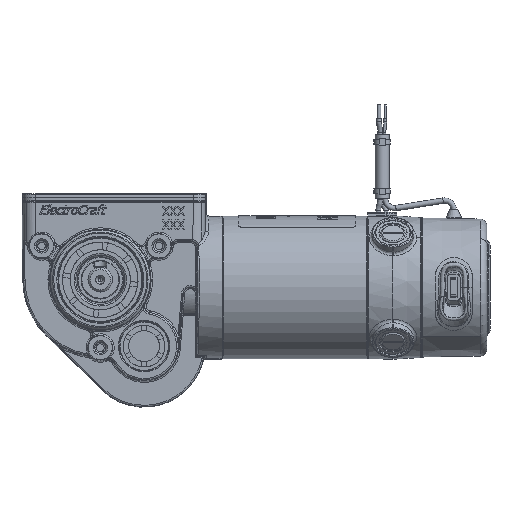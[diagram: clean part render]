
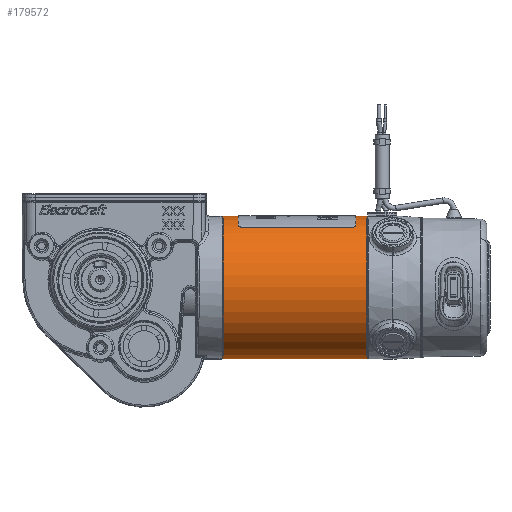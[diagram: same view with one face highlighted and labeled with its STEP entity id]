
A CAD part, top view. The second image highlights one B-rep face of the part: STEP entity #179572.
In plain terms, the highlighted cylindrical face has radius 46.35 mm (diameter 92.7 mm), a partial arc.
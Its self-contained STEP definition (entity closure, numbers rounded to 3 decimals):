
#577 = CARTESIAN_POINT ( 'NONE',  ( 162.623, 33.881, 25.331 ) ) ;
#11332 = VECTOR ( 'NONE', #194001, 1000. ) ;
#14728 = CARTESIAN_POINT ( 'NONE',  ( 126.448, 41.415, 0. ) ) ;
#15960 = CARTESIAN_POINT ( 'NONE',  ( 164.227, 34.1, 24.992 ) ) ;
#18630 = EDGE_CURVE ( 'NONE', #52914, #38900, #69162, .T. ) ;
#22512 = CARTESIAN_POINT ( 'NONE',  ( 126.448, 41.415, 0. ) ) ;
#24279 = CARTESIAN_POINT ( 'NONE',  ( 165.396, 34.719, 24.001 ) ) ;
#24458 = DIRECTION ( 'NONE',  ( 1., 0., 0. ) ) ;
#26790 = CARTESIAN_POINT ( 'NONE',  ( 91.947, 33.925, 25.263 ) ) ;
#27080 = EDGE_CURVE ( 'NONE', #118888, #148627, #28575, .T. ) ;
#28575 = CIRCLE ( 'NONE', #154105, 46.35 ) ;
#29586 = CIRCLE ( 'NONE', #106898, 46.35 ) ;
#31166 = ORIENTED_EDGE ( 'NONE', *, *, #177039, .T. ) ;
#32404 = ORIENTED_EDGE ( 'NONE', *, *, #27080, .T. ) ;
#35814 = ORIENTED_EDGE ( 'NONE', *, *, #145901, .F. ) ;
#37444 = CARTESIAN_POINT ( 'NONE',  ( 165.798, 35.319, 22.98 ) ) ;
#38444 = CARTESIAN_POINT ( 'NONE',  ( 172.944, -51.285, 0. ) ) ;
#38900 = VERTEX_POINT ( 'NONE', #38444 ) ;
#39012 = ORIENTED_EDGE ( 'NONE', *, *, #63372, .T. ) ;
#39408 = CARTESIAN_POINT ( 'NONE',  ( 165.798, 35.525, 22.612 ) ) ;
#40121 = CARTESIAN_POINT ( 'NONE',  ( 89.598, -4.935, 0. ) ) ;
#46190 = CARTESIAN_POINT ( 'NONE',  ( 162.623, 33.881, 25.331 ) ) ;
#47954 = DIRECTION ( 'NONE',  ( 0., 1., 0. ) ) ;
#48163 = CARTESIAN_POINT ( 'NONE',  ( 163.044, 33.881, 25.331 ) ) ;
#49747 = AXIS2_PLACEMENT_3D ( 'NONE', #114505, #113523, #175025 ) ;
#50894 = B_SPLINE_CURVE_WITH_KNOTS ( 'NONE', 3,
 ( #78443, #153095, #15960, #92557, #48163, #46190 ),
 .UNSPECIFIED., .F., .F.,
 ( 4, 2, 4 ),
 ( 0.5, 0.75, 1. ),
 .UNSPECIFIED. ) ;
#52914 = VERTEX_POINT ( 'NONE', #191098 ) ;
#54874 = ORIENTED_EDGE ( 'NONE', *, *, #79149, .T. ) ;
#57276 = CIRCLE ( 'NONE', #73282, 46.35 ) ;
#58019 = CARTESIAN_POINT ( 'NONE',  ( 92.352, 33.881, 25.331 ) ) ;
#61978 = DIRECTION ( 'NONE',  ( 0., 1., 0. ) ) ;
#63372 = EDGE_CURVE ( 'NONE', #132539, #111950, #57276, .T. ) ;
#67296 = CARTESIAN_POINT ( 'NONE',  ( 79.952, -51.285, 0. ) ) ;
#69162 = CIRCLE ( 'NONE', #49747, 46.35 ) ;
#69280 = AXIS2_PLACEMENT_3D ( 'NONE', #94330, #108503, #47954 ) ;
#71297 = DIRECTION ( 'NONE',  ( 1., 0., 0. ) ) ;
#73159 = CARTESIAN_POINT ( 'NONE',  ( 90.826, 34.224, 24.799 ) ) ;
#73282 = AXIS2_PLACEMENT_3D ( 'NONE', #40121, #131901, #178276 ) ;
#74851 = B_SPLINE_CURVE_WITH_KNOTS ( 'NONE', 3,
 ( #39408, #37444, #130202, #24279, #174604, #146334 ),
 .UNSPECIFIED., .F., .F.,
 ( 4, 2, 4 ),
 ( 0., 0.25, 0.5 ),
 .UNSPECIFIED. ) ;
#78443 = CARTESIAN_POINT ( 'NONE',  ( 164.868, 34.381, 24.547 ) ) ;
#78860 = CARTESIAN_POINT ( 'NONE',  ( 126.448, 33.881, 25.331 ) ) ;
#79149 = EDGE_CURVE ( 'NONE', #81356, #102294, #74851, .T. ) ;
#79194 = ORIENTED_EDGE ( 'NONE', *, *, #104515, .T. ) ;
#81356 = VERTEX_POINT ( 'NONE', #159911 ) ;
#85959 = VECTOR ( 'NONE', #149842, 1000. ) ;
#88295 = CARTESIAN_POINT ( 'NONE',  ( 91.169, 34.1, 24.992 ) ) ;
#88336 = LINE ( 'NONE', #14728, #85959 ) ;
#90126 = CARTESIAN_POINT ( 'NONE',  ( 89.598, 35.319, 22.98 ) ) ;
#92557 = CARTESIAN_POINT ( 'NONE',  ( 163.449, 33.925, 25.263 ) ) ;
#94330 = CARTESIAN_POINT ( 'NONE',  ( 126.448, -4.935, 0. ) ) ;
#94579 = CARTESIAN_POINT ( 'NONE',  ( 164.868, 34.381, 24.547 ) ) ;
#95314 = CYLINDRICAL_SURFACE ( 'NONE', #69280, 46.35 ) ;
#97433 = EDGE_LOOP ( 'NONE', ( #32404, #31166, #141442, #35814, #160173, #54874, #174714, #151957, #174233, #79194, #39012, #139288 ) ) ;
#101257 = LINE ( 'NONE', #105268, #11332 ) ;
#102294 = VERTEX_POINT ( 'NONE', #94579 ) ;
#104515 = EDGE_CURVE ( 'NONE', #147086, #132539, #133540, .T. ) ;
#105268 = CARTESIAN_POINT ( 'NONE',  ( 126.448, -51.285, 0. ) ) ;
#106898 = AXIS2_PLACEMENT_3D ( 'NONE', #140603, #158696, #61978 ) ;
#108503 = DIRECTION ( 'NONE',  ( 1., 0., 0. ) ) ;
#109570 = B_SPLINE_CURVE_WITH_KNOTS ( 'NONE', 3,
 ( #118556, #58019, #26790, #88295, #73159, #181064 ),
 .UNSPECIFIED., .F., .F.,
 ( 4, 2, 4 ),
 ( 0., 0.25, 0.5 ),
 .UNSPECIFIED. ) ;
#111456 = FACE_OUTER_BOUND ( 'NONE', #97433, .T. ) ;
#111950 = VERTEX_POINT ( 'NONE', #161908 ) ;
#113523 = DIRECTION ( 'NONE',  ( 1., 0., 0. ) ) ;
#114505 = CARTESIAN_POINT ( 'NONE',  ( 172.944, -4.935, 0. ) ) ;
#116572 = EDGE_CURVE ( 'NONE', #188957, #81356, #29586, .T. ) ;
#116871 = VECTOR ( 'NONE', #24458, 1000. ) ;
#118556 = CARTESIAN_POINT ( 'NONE',  ( 92.773, 33.881, 25.331 ) ) ;
#118888 = VERTEX_POINT ( 'NONE', #128264 ) ;
#119243 = LINE ( 'NONE', #22512, #116871 ) ;
#128264 = CARTESIAN_POINT ( 'NONE',  ( 79.952, 41.415, 0. ) ) ;
#128535 = EDGE_CURVE ( 'NONE', #118888, #111950, #88336, .T. ) ;
#129544 = CARTESIAN_POINT ( 'NONE',  ( 90.23, 34.539, 24.294 ) ) ;
#130202 = CARTESIAN_POINT ( 'NONE',  ( 165.718, 35.116, 23.331 ) ) ;
#131901 = DIRECTION ( 'NONE',  ( -1., 0., 0. ) ) ;
#132539 = VERTEX_POINT ( 'NONE', #180692 ) ;
#133540 = B_SPLINE_CURVE_WITH_KNOTS ( 'NONE', 3,
 ( #173962, #129544, #191067, #182898, #90126, #163806 ),
 .UNSPECIFIED., .F., .F.,
 ( 4, 2, 4 ),
 ( 0.5, 0.75, 1. ),
 .UNSPECIFIED. ) ;
#135985 = EDGE_CURVE ( 'NONE', #137965, #147086, #109570, .T. ) ;
#136956 = EDGE_CURVE ( 'NONE', #102294, #165986, #50894, .T. ) ;
#137387 = LINE ( 'NONE', #78860, #183273 ) ;
#137965 = VERTEX_POINT ( 'NONE', #167347 ) ;
#139288 = ORIENTED_EDGE ( 'NONE', *, *, #128535, .F. ) ;
#140603 = CARTESIAN_POINT ( 'NONE',  ( 165.798, -4.935, 0. ) ) ;
#141442 = ORIENTED_EDGE ( 'NONE', *, *, #18630, .F. ) ;
#145901 = EDGE_CURVE ( 'NONE', #188957, #52914, #119243, .T. ) ;
#146334 = CARTESIAN_POINT ( 'NONE',  ( 164.868, 34.381, 24.547 ) ) ;
#147086 = VERTEX_POINT ( 'NONE', #153129 ) ;
#148627 = VERTEX_POINT ( 'NONE', #67296 ) ;
#149842 = DIRECTION ( 'NONE',  ( 1., 0., 0. ) ) ;
#149941 = CARTESIAN_POINT ( 'NONE',  ( 79.952, -4.935, 0. ) ) ;
#151957 = ORIENTED_EDGE ( 'NONE', *, *, #193609, .T. ) ;
#153095 = CARTESIAN_POINT ( 'NONE',  ( 164.571, 34.224, 24.799 ) ) ;
#153129 = CARTESIAN_POINT ( 'NONE',  ( 90.528, 34.381, 24.547 ) ) ;
#154105 = AXIS2_PLACEMENT_3D ( 'NONE', #149941, #71297, #164092 ) ;
#158696 = DIRECTION ( 'NONE',  ( 1., 0., 0. ) ) ;
#159911 = CARTESIAN_POINT ( 'NONE',  ( 165.798, 35.525, 22.612 ) ) ;
#160173 = ORIENTED_EDGE ( 'NONE', *, *, #116572, .T. ) ;
#161908 = CARTESIAN_POINT ( 'NONE',  ( 89.598, 41.415, 0. ) ) ;
#163806 = CARTESIAN_POINT ( 'NONE',  ( 89.598, 35.525, 22.612 ) ) ;
#164092 = DIRECTION ( 'NONE',  ( 0., 1., 0. ) ) ;
#165986 = VERTEX_POINT ( 'NONE', #577 ) ;
#167347 = CARTESIAN_POINT ( 'NONE',  ( 92.773, 33.881, 25.331 ) ) ;
#171614 = DIRECTION ( 'NONE',  ( -1., 0., 0. ) ) ;
#173962 = CARTESIAN_POINT ( 'NONE',  ( 90.528, 34.381, 24.547 ) ) ;
#174233 = ORIENTED_EDGE ( 'NONE', *, *, #135985, .T. ) ;
#174604 = CARTESIAN_POINT ( 'NONE',  ( 165.166, 34.539, 24.294 ) ) ;
#174714 = ORIENTED_EDGE ( 'NONE', *, *, #136956, .T. ) ;
#175025 = DIRECTION ( 'NONE',  ( 0., 1., 0. ) ) ;
#177039 = EDGE_CURVE ( 'NONE', #148627, #38900, #101257, .T. ) ;
#178276 = DIRECTION ( 'NONE',  ( 0., 1., 0. ) ) ;
#179572 = ADVANCED_FACE ( 'NONE', ( #111456 ), #95314, .T. ) ;
#180692 = CARTESIAN_POINT ( 'NONE',  ( 89.598, 35.525, 22.612 ) ) ;
#181064 = CARTESIAN_POINT ( 'NONE',  ( 90.528, 34.381, 24.547 ) ) ;
#182898 = CARTESIAN_POINT ( 'NONE',  ( 89.678, 35.116, 23.331 ) ) ;
#183273 = VECTOR ( 'NONE', #171614, 1000. ) ;
#188957 = VERTEX_POINT ( 'NONE', #190344 ) ;
#190344 = CARTESIAN_POINT ( 'NONE',  ( 165.798, 41.415, 0. ) ) ;
#191067 = CARTESIAN_POINT ( 'NONE',  ( 90.001, 34.719, 24.001 ) ) ;
#191098 = CARTESIAN_POINT ( 'NONE',  ( 172.944, 41.415, 0. ) ) ;
#193609 = EDGE_CURVE ( 'NONE', #165986, #137965, #137387, .T. ) ;
#194001 = DIRECTION ( 'NONE',  ( 1., 0., 0. ) ) ;
